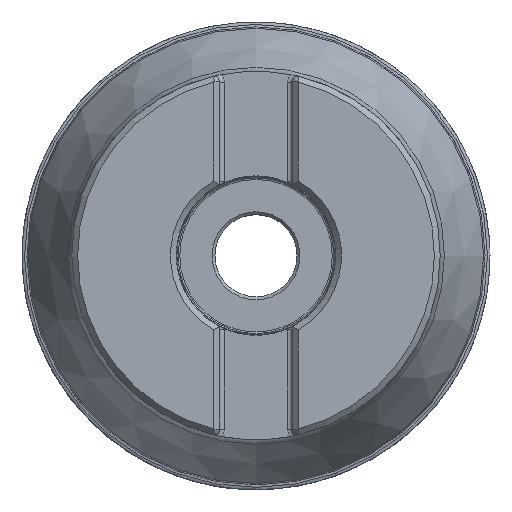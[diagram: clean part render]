
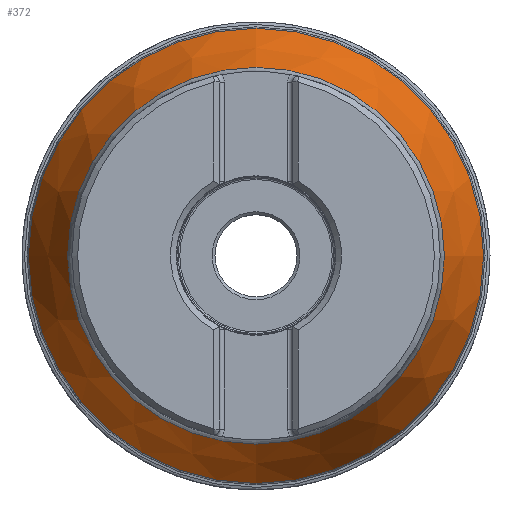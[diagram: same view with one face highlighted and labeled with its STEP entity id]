
A CAD part, top view. The second image highlights one B-rep face of the part: STEP entity #372.
In plain terms, the highlighted conical face has half-angle 25 degrees and reference radius 31.45 mm.
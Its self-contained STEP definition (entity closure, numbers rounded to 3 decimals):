
#163=FACE_BOUND('',#536,.T.);
#164=FACE_BOUND('',#537,.T.);
#372=ADVANCED_FACE('',(#163,#164),#466,.T.);
#466=CONICAL_SURFACE('',#1448,31.45,25.);
#536=EDGE_LOOP('',(#783));
#537=EDGE_LOOP('',(#784));
#685=CIRCLE('',#1446,38.853);
#686=CIRCLE('',#1447,32.153);
#783=ORIENTED_EDGE('',*,*,#1239,.T.);
#784=ORIENTED_EDGE('',*,*,#1240,.T.);
#1116=VERTEX_POINT('',#2117);
#1117=VERTEX_POINT('',#2119);
#1239=EDGE_CURVE('',#1116,#1116,#685,.T.);
#1240=EDGE_CURVE('',#1117,#1117,#686,.T.);
#1446=AXIS2_PLACEMENT_3D('',#2116,#1638,#1639);
#1447=AXIS2_PLACEMENT_3D('',#2118,#1640,#1641);
#1448=AXIS2_PLACEMENT_3D('',#2120,#1642,#1643);
#1638=DIRECTION('',(0.,0.,1.));
#1639=DIRECTION('',(-1.,0.,0.));
#1640=DIRECTION('',(0.,0.,-1.));
#1641=DIRECTION('',(-1.,0.,0.));
#1642=DIRECTION('',(0.,0.,-1.));
#1643=DIRECTION('',(-1.,0.,0.));
#2116=CARTESIAN_POINT('',(0.,0.,-38.373));
#2117=CARTESIAN_POINT('',(-38.853,0.,-38.373));
#2118=CARTESIAN_POINT('',(0.,0.,-24.006));
#2119=CARTESIAN_POINT('',(-32.153,0.,-24.006));
#2120=CARTESIAN_POINT('',(0.,0.,-22.499));
